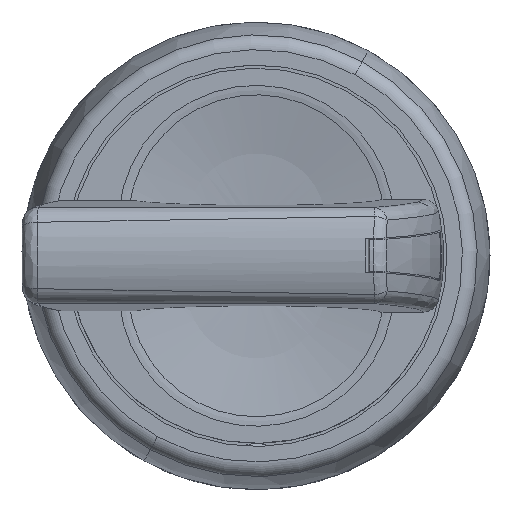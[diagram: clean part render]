
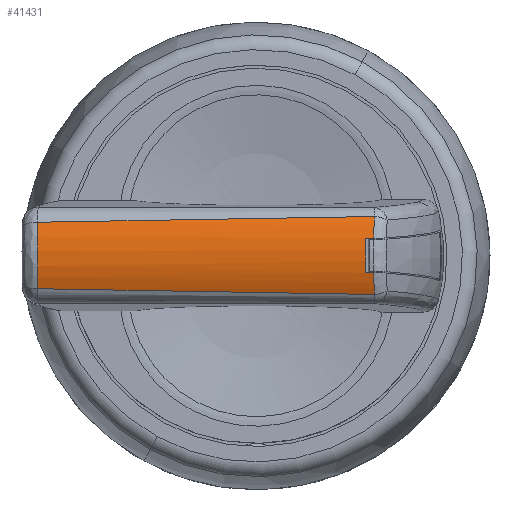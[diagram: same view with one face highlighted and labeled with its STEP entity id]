
A CAD part, top view. The second image highlights one B-rep face of the part: STEP entity #41431.
In plain terms, the highlighted cylindrical face has radius 6 mm (diameter 12 mm), a partial arc.
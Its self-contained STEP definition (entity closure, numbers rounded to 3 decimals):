
#39176=AXIS2_PLACEMENT_3D('Circle Axis2P3D',#39174,#39175,$) ;
#41413=AXIS2_PLACEMENT_3D('Cylinder Axis2P3D',#41410,#41411,#41412) ;
#39171=CARTESIAN_POINT('Vertex',(-1.102,7.,11.898)) ;
#39174=CARTESIAN_POINT('Axis2P3D Location',(0.,7.,6.)) ;
#39178=CARTESIAN_POINT('Vertex',(1.102,7.,11.898)) ;
#40253=CARTESIAN_POINT('Vertex',(2.126,-13.973,11.611)) ;
#40324=CARTESIAN_POINT('Control Point',(-2.126,-13.973,11.611)) ;
#40325=CARTESIAN_POINT('Control Point',(-2.011,-13.975,11.654)) ;
#40326=CARTESIAN_POINT('Control Point',(-1.895,-13.976,11.695)) ;
#40327=CARTESIAN_POINT('Control Point',(-1.777,-13.977,11.733)) ;
#40328=CARTESIAN_POINT('Control Point',(-1.191,-13.982,11.905)) ;
#40329=CARTESIAN_POINT('Control Point',(-0.584,-13.985,12.002)) ;
#40330=CARTESIAN_POINT('Control Point',(-0.094,-13.985,12.029)) ;
#40331=CARTESIAN_POINT('Control Point',(0.656,-13.985,11.995)) ;
#40332=CARTESIAN_POINT('Control Point',(1.388,-13.981,11.846)) ;
#40333=CARTESIAN_POINT('Control Point',(1.639,-13.979,11.781)) ;
#40334=CARTESIAN_POINT('Control Point',(1.885,-13.976,11.702)) ;
#40335=CARTESIAN_POINT('Control Point',(2.126,-13.973,11.611)) ;
#40336=CARTESIAN_POINT('Vertex',(-2.126,-13.973,11.611)) ;
#40733=CARTESIAN_POINT('Vertex',(1.102,7.505,11.898)) ;
#40772=CARTESIAN_POINT('Line Origine',(1.102,9.984,11.898)) ;
#40903=CARTESIAN_POINT('Vertex',(2.493,7.565,11.458)) ;
#40907=CARTESIAN_POINT('Control Point',(2.126,-13.973,11.611)) ;
#40908=CARTESIAN_POINT('Control Point',(2.127,-13.346,11.61)) ;
#40909=CARTESIAN_POINT('Control Point',(2.128,-12.718,11.61)) ;
#40910=CARTESIAN_POINT('Control Point',(2.131,-12.091,11.609)) ;
#40911=CARTESIAN_POINT('Control Point',(2.148,-9.983,11.602)) ;
#40912=CARTESIAN_POINT('Control Point',(2.189,-7.875,11.587)) ;
#40913=CARTESIAN_POINT('Control Point',(2.23,-6.396,11.571)) ;
#40914=CARTESIAN_POINT('Control Point',(2.314,-3.622,11.536)) ;
#40915=CARTESIAN_POINT('Control Point',(2.395,-0.848,11.502)) ;
#40916=CARTESIAN_POINT('Control Point',(2.427,0.446,11.487)) ;
#40917=CARTESIAN_POINT('Control Point',(2.468,2.646,11.469)) ;
#40918=CARTESIAN_POINT('Control Point',(2.487,4.846,11.46)) ;
#40919=CARTESIAN_POINT('Control Point',(2.491,5.752,11.458)) ;
#40920=CARTESIAN_POINT('Control Point',(2.492,6.658,11.458)) ;
#40921=CARTESIAN_POINT('Control Point',(2.493,7.565,11.458)) ;
#40991=CARTESIAN_POINT('Control Point',(1.102,7.505,11.898)) ;
#40992=CARTESIAN_POINT('Control Point',(1.153,7.506,11.888)) ;
#40993=CARTESIAN_POINT('Control Point',(1.204,7.508,11.878)) ;
#40994=CARTESIAN_POINT('Control Point',(1.254,7.509,11.868)) ;
#40995=CARTESIAN_POINT('Control Point',(1.538,7.517,11.805)) ;
#40996=CARTESIAN_POINT('Control Point',(1.818,7.528,11.725)) ;
#40997=CARTESIAN_POINT('Control Point',(2.046,7.538,11.648)) ;
#40998=CARTESIAN_POINT('Control Point',(2.271,7.55,11.559)) ;
#40999=CARTESIAN_POINT('Control Point',(2.493,7.565,11.458)) ;
#41088=CARTESIAN_POINT('Line Origine',(-1.102,9.984,11.898)) ;
#41092=CARTESIAN_POINT('Vertex',(-1.102,7.505,11.898)) ;
#41266=CARTESIAN_POINT('Vertex',(-2.493,7.565,11.458)) ;
#41270=CARTESIAN_POINT('Control Point',(-2.126,-13.973,11.611)) ;
#41271=CARTESIAN_POINT('Control Point',(-2.127,-13.346,11.61)) ;
#41272=CARTESIAN_POINT('Control Point',(-2.128,-12.718,11.61)) ;
#41273=CARTESIAN_POINT('Control Point',(-2.131,-12.091,11.609)) ;
#41274=CARTESIAN_POINT('Control Point',(-2.148,-9.983,11.602)) ;
#41275=CARTESIAN_POINT('Control Point',(-2.189,-7.875,11.587)) ;
#41276=CARTESIAN_POINT('Control Point',(-2.23,-6.396,11.571)) ;
#41277=CARTESIAN_POINT('Control Point',(-2.314,-3.622,11.536)) ;
#41278=CARTESIAN_POINT('Control Point',(-2.395,-0.848,11.502)) ;
#41279=CARTESIAN_POINT('Control Point',(-2.427,0.446,11.487)) ;
#41280=CARTESIAN_POINT('Control Point',(-2.468,2.646,11.469)) ;
#41281=CARTESIAN_POINT('Control Point',(-2.487,4.846,11.46)) ;
#41282=CARTESIAN_POINT('Control Point',(-2.491,5.752,11.458)) ;
#41283=CARTESIAN_POINT('Control Point',(-2.492,6.658,11.458)) ;
#41284=CARTESIAN_POINT('Control Point',(-2.493,7.565,11.458)) ;
#41410=CARTESIAN_POINT('Axis2P3D Location',(0.,0.,6.)) ;
#41416=CARTESIAN_POINT('Control Point',(-1.102,7.505,11.898)) ;
#41417=CARTESIAN_POINT('Control Point',(-1.577,7.517,11.809)) ;
#41418=CARTESIAN_POINT('Control Point',(-2.044,7.536,11.663)) ;
#41419=CARTESIAN_POINT('Control Point',(-2.493,7.565,11.458)) ;
#39175=DIRECTION('Axis2P3D Direction',(0.,1.,0.)) ;
#40773=DIRECTION('Vector Direction',(0.,-1.,0.)) ;
#41089=DIRECTION('Vector Direction',(0.,-1.,0.)) ;
#41411=DIRECTION('Axis2P3D Direction',(0.,-1.,0.)) ;
#41412=DIRECTION('Axis2P3D XDirection',(0.508,0.,0.862)) ;
#40774=VECTOR('Line Direction',#40773,1.) ;
#41090=VECTOR('Line Direction',#41089,1.) ;
#41422=ORIENTED_EDGE('',*,*,#41285,.T.) ;
#41423=ORIENTED_EDGE('',*,*,#40338,.F.) ;
#41424=ORIENTED_EDGE('',*,*,#40922,.F.) ;
#41425=ORIENTED_EDGE('',*,*,#41000,.T.) ;
#41426=ORIENTED_EDGE('',*,*,#40776,.F.) ;
#41427=ORIENTED_EDGE('',*,*,#39180,.F.) ;
#41428=ORIENTED_EDGE('',*,*,#41094,.T.) ;
#41429=ORIENTED_EDGE('',*,*,#41420,.F.) ;
#41431=ADVANCED_FACE('',(#41430),#41414,.T.) ;
#40323=B_SPLINE_CURVE_WITH_KNOTS('',5,(#40324,#40325,#40326,#40327,#40328,#40329,#40330,#40331,#40332,#40333,#40334,#40335),.UNSPECIFIED.,.F.,.U.,(6,3,3,6),(22.078,22.882,26.057,27.74),.UNSPECIFIED.) ;
#40906=B_SPLINE_CURVE_WITH_KNOTS('',5,(#40907,#40908,#40909,#40910,#40911,#40912,#40913,#40914,#40915,#40916,#40917,#40918,#40919,#40920,#40921),.UNSPECIFIED.,.F.,.U.,(6,3,3,3,6),(8.538,13.971,26.794,38.002,45.849),.UNSPECIFIED.) ;
#40990=B_SPLINE_CURVE_WITH_KNOTS('',5,(#40991,#40992,#40993,#40994,#40995,#40996,#40997,#40998,#40999),.UNSPECIFIED.,.F.,.U.,(6,3,6),(10.25,10.597,12.198),.UNSPECIFIED.) ;
#41269=B_SPLINE_CURVE_WITH_KNOTS('',5,(#41270,#41271,#41272,#41273,#41274,#41275,#41276,#41277,#41278,#41279,#41280,#41281,#41282,#41283,#41284),.UNSPECIFIED.,.F.,.U.,(6,3,3,3,6),(8.538,13.971,26.794,38.001,45.849),.UNSPECIFIED.) ;
#41415=B_SPLINE_CURVE_WITH_KNOTS('',3,(#41416,#41417,#41418,#41419),.UNSPECIFIED.,.F.,.U.,(4,4),(8.13,10.077),.UNSPECIFIED.) ;
#39177=CIRCLE('generated circle',#39176,6.) ;
#41414=CYLINDRICAL_SURFACE('generated cylinder',#41413,6.) ;
#39180=EDGE_CURVE('',#39172,#39179,#39177,.T.) ;
#40338=EDGE_CURVE('',#40254,#40337,#40323,.F.) ;
#40776=EDGE_CURVE('',#39179,#40734,#40775,.F.) ;
#40922=EDGE_CURVE('',#40904,#40254,#40906,.F.) ;
#41000=EDGE_CURVE('',#40904,#40734,#40990,.F.) ;
#41094=EDGE_CURVE('',#39172,#41093,#41091,.F.) ;
#41285=EDGE_CURVE('',#41267,#40337,#41269,.F.) ;
#41420=EDGE_CURVE('',#41267,#41093,#41415,.F.) ;
#41421=EDGE_LOOP('',(#41422,#41423,#41424,#41425,#41426,#41427,#41428,#41429)) ;
#41430=FACE_OUTER_BOUND('',#41421,.T.) ;
#40775=LINE('Line',#40772,#40774) ;
#41091=LINE('Line',#41088,#41090) ;
#39172=VERTEX_POINT('',#39171) ;
#39179=VERTEX_POINT('',#39178) ;
#40254=VERTEX_POINT('',#40253) ;
#40337=VERTEX_POINT('',#40336) ;
#40734=VERTEX_POINT('',#40733) ;
#40904=VERTEX_POINT('',#40903) ;
#41093=VERTEX_POINT('',#41092) ;
#41267=VERTEX_POINT('',#41266) ;
